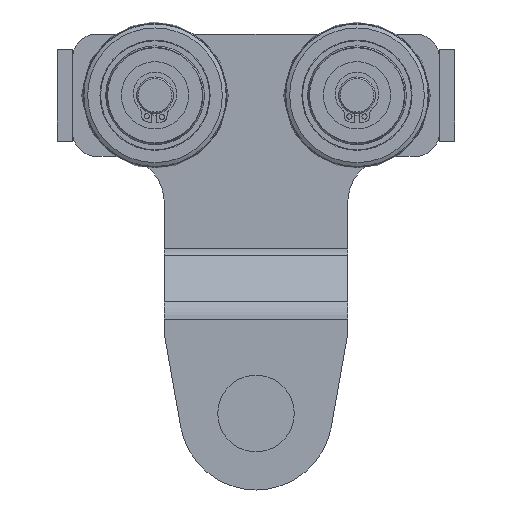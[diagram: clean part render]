
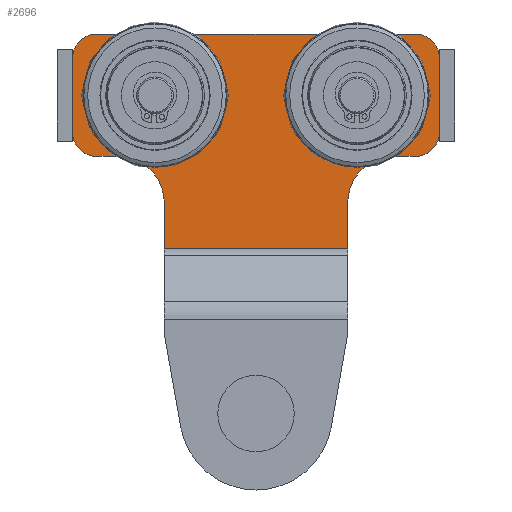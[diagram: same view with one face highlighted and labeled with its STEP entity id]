
A CAD part, front view. The second image highlights one B-rep face of the part: STEP entity #2696.
In plain terms, the highlighted face is planar.
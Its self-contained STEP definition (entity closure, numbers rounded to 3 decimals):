
#2696=ADVANCED_FACE('',(#4514,#4515,#4516),#4517,.T.);
#4514=FACE_OUTER_BOUND('',#6566,.T.);
#4515=FACE_BOUND('',#6567,.T.);
#4516=FACE_BOUND('',#6568,.T.);
#4517=PLANE('',#6569);
#6566=EDGE_LOOP('',(#9363,#9364,#9365,#9366,#9367,#9368,#9369,#9370,#9371,#9372,#9373,#9374,#9375,#9376));
#6567=EDGE_LOOP('',(#9377));
#6568=EDGE_LOOP('',(#9378));
#6569=AXIS2_PLACEMENT_3D('',#9379,#9380,#9381);
#9363=ORIENTED_EDGE('',*,*,#11752,.F.);
#9364=ORIENTED_EDGE('',*,*,#11318,.T.);
#9365=ORIENTED_EDGE('',*,*,#11640,.T.);
#9366=ORIENTED_EDGE('',*,*,#11556,.T.);
#9367=ORIENTED_EDGE('',*,*,#11172,.T.);
#9368=ORIENTED_EDGE('',*,*,#11033,.T.);
#9369=ORIENTED_EDGE('',*,*,#11735,.T.);
#9370=ORIENTED_EDGE('',*,*,#11642,.T.);
#9371=ORIENTED_EDGE('',*,*,#11194,.T.);
#9372=ORIENTED_EDGE('',*,*,#11708,.T.);
#9373=ORIENTED_EDGE('',*,*,#11753,.T.);
#9374=ORIENTED_EDGE('',*,*,#11475,.T.);
#9375=ORIENTED_EDGE('',*,*,#11754,.T.);
#9376=ORIENTED_EDGE('',*,*,#11755,.T.);
#9377=ORIENTED_EDGE('',*,*,#11483,.F.);
#9378=ORIENTED_EDGE('',*,*,#11487,.F.);
#9379=CARTESIAN_POINT('',(-138.278,372.35,31.03));
#9380=DIRECTION('',(0.,0.,1.));
#9381=DIRECTION('',(1.,0.,0.));
#11033=EDGE_CURVE('',#12279,#12277,#12280,.T.);
#11172=EDGE_CURVE('',#12515,#12279,#12516,.T.);
#11194=EDGE_CURVE('',#12549,#12547,#12550,.T.);
#11318=EDGE_CURVE('',#12749,#12750,#12751,.T.);
#11475=EDGE_CURVE('',#12997,#12995,#12998,.T.);
#11483=EDGE_CURVE('',#13009,#13009,#13010,.T.);
#11487=EDGE_CURVE('',#13015,#13015,#13016,.T.);
#11556=EDGE_CURVE('',#13122,#12515,#13123,.T.);
#11640=EDGE_CURVE('',#12750,#13122,#13239,.T.);
#11642=EDGE_CURVE('',#13241,#12549,#13242,.T.);
#11708=EDGE_CURVE('',#12547,#13340,#13342,.T.);
#11735=EDGE_CURVE('',#12277,#13241,#13382,.T.);
#11752=EDGE_CURVE('',#12749,#13404,#13405,.T.);
#11753=EDGE_CURVE('',#13340,#12997,#13406,.T.);
#11754=EDGE_CURVE('',#12995,#13407,#13408,.T.);
#11755=EDGE_CURVE('',#13407,#13404,#13409,.T.);
#12277=VERTEX_POINT('',#14055);
#12279=VERTEX_POINT('',#14058);
#12280=LINE('',#14059,#14060);
#12515=VERTEX_POINT('',#14335);
#12516=CIRCLE('',#14336,8.);
#12547=VERTEX_POINT('',#14370);
#12549=VERTEX_POINT('',#14373);
#12550=CIRCLE('',#14374,8.);
#12749=VERTEX_POINT('',#14603);
#12750=VERTEX_POINT('',#14604);
#12751=LINE('',#14605,#14606);
#12995=VERTEX_POINT('',#14919);
#12997=VERTEX_POINT('',#14922);
#12998=LINE('',#14923,#14924);
#13009=VERTEX_POINT('',#14936);
#13010=CIRCLE('',#14937,6.1);
#13015=VERTEX_POINT('',#14942);
#13016=CIRCLE('',#14943,6.1);
#13122=VERTEX_POINT('',#15119);
#13123=LINE('',#15120,#15121);
#13239=CIRCLE('',#15258,15.);
#13241=VERTEX_POINT('',#15260);
#13242=LINE('',#15261,#15262);
#13340=VERTEX_POINT('',#15426);
#13342=LINE('',#15429,#15430);
#13382=CIRCLE('',#15474,8.);
#13404=VERTEX_POINT('',#15497);
#13405=LINE('',#15498,#15499);
#13406=CIRCLE('',#15500,8.);
#13407=VERTEX_POINT('',#15501);
#13408=CIRCLE('',#15502,15.);
#13409=LINE('',#15503,#15504);
#14055=CARTESIAN_POINT('',(-78.278,488.35,31.03));
#14058=CARTESIAN_POINT('',(-78.278,464.35,31.03));
#14059=CARTESIAN_POINT('',(-78.278,488.35,31.03));
#14060=VECTOR('',#16320,1.);
#14335=CARTESIAN_POINT('',(-86.278,456.35,31.03));
#14336=AXIS2_PLACEMENT_3D('',#16547,#16548,#16549);
#14370=CARTESIAN_POINT('',(-198.278,488.35,31.03));
#14373=CARTESIAN_POINT('',(-190.278,496.35,31.03));
#14374=AXIS2_PLACEMENT_3D('',#16584,#16585,#16586);
#14603=CARTESIAN_POINT('',(-108.278,426.213,31.03));
#14604=CARTESIAN_POINT('',(-108.278,441.35,31.03));
#14605=CARTESIAN_POINT('',(-108.278,441.35,31.03));
#14606=VECTOR('',#16782,1.);
#14919=CARTESIAN_POINT('',(-183.278,456.35,31.03));
#14922=CARTESIAN_POINT('',(-190.278,456.35,31.03));
#14923=CARTESIAN_POINT('',(-190.278,456.35,31.03));
#14924=VECTOR('',#17028,1.);
#14936=CARTESIAN_POINT('',(-99.178,476.35,31.03));
#14937=AXIS2_PLACEMENT_3D('',#17039,#17040,#17041);
#14942=CARTESIAN_POINT('',(-165.178,476.35,31.03));
#14943=AXIS2_PLACEMENT_3D('',#17045,#17046,#17047);
#15119=CARTESIAN_POINT('',(-93.278,456.35,31.03));
#15120=CARTESIAN_POINT('',(-86.278,456.35,31.03));
#15121=VECTOR('',#17144,1.);
#15258=AXIS2_PLACEMENT_3D('',#17250,#17251,#17252);
#15260=CARTESIAN_POINT('',(-86.278,496.35,31.03));
#15261=CARTESIAN_POINT('',(-86.278,496.35,31.03));
#15262=VECTOR('',#17253,1.);
#15426=CARTESIAN_POINT('',(-198.278,464.35,31.03));
#15429=CARTESIAN_POINT('',(-198.278,488.35,31.03));
#15430=VECTOR('',#17351,1.);
#15474=AXIS2_PLACEMENT_3D('',#17389,#17390,#17391);
#15497=CARTESIAN_POINT('',(-168.278,426.213,31.03));
#15498=CARTESIAN_POINT('',(-138.278,426.213,31.03));
#15499=VECTOR('',#17411,1.);
#15500=AXIS2_PLACEMENT_3D('',#17412,#17413,#17414);
#15501=CARTESIAN_POINT('',(-168.278,441.35,31.03));
#15502=AXIS2_PLACEMENT_3D('',#17415,#17416,#17417);
#15503=CARTESIAN_POINT('',(-168.278,441.35,31.03));
#15504=VECTOR('',#17418,1.);
#16320=DIRECTION('',(0.,1.,0.));
#16547=CARTESIAN_POINT('',(-86.278,464.35,31.03));
#16548=DIRECTION('',(0.,0.,1.));
#16549=DIRECTION('',(1.,0.,0.));
#16584=CARTESIAN_POINT('',(-190.278,488.35,31.03));
#16585=DIRECTION('',(0.,0.,1.));
#16586=DIRECTION('',(-1.,0.,0.));
#16782=DIRECTION('',(0.,1.,0.));
#17028=DIRECTION('',(1.,0.,0.));
#17039=CARTESIAN_POINT('',(-105.278,476.35,31.03));
#17040=DIRECTION('',(0.,0.,1.));
#17041=DIRECTION('',(1.,0.,0.));
#17045=CARTESIAN_POINT('',(-171.278,476.35,31.03));
#17046=DIRECTION('',(0.,0.,1.));
#17047=DIRECTION('',(1.,0.,0.));
#17144=DIRECTION('',(1.,0.,0.));
#17250=CARTESIAN_POINT('',(-93.278,441.35,31.03));
#17251=DIRECTION('',(0.,0.,-1.));
#17252=DIRECTION('',(1.,0.,0.));
#17253=DIRECTION('',(-1.,0.,0.));
#17351=DIRECTION('',(0.,-1.,0.));
#17389=CARTESIAN_POINT('',(-86.278,488.35,31.03));
#17390=DIRECTION('',(0.,0.,1.));
#17391=DIRECTION('',(1.,0.,0.));
#17411=DIRECTION('',(-1.,0.,0.));
#17412=CARTESIAN_POINT('',(-190.278,464.35,31.03));
#17413=DIRECTION('',(0.,0.,1.));
#17414=DIRECTION('',(-1.,0.,0.));
#17415=CARTESIAN_POINT('',(-183.278,441.35,31.03));
#17416=DIRECTION('',(0.,0.,-1.));
#17417=DIRECTION('',(1.,0.,0.));
#17418=DIRECTION('',(0.,-1.,0.));
